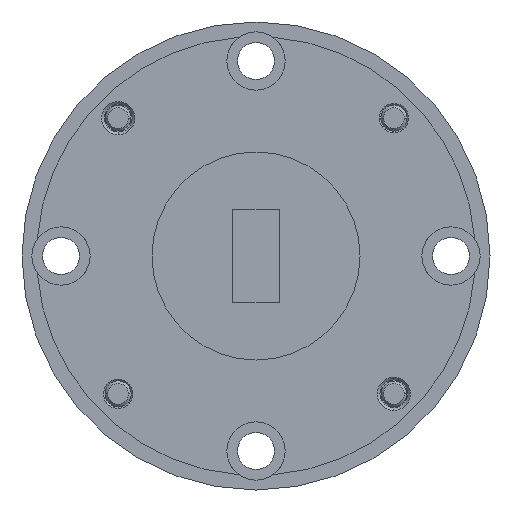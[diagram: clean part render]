
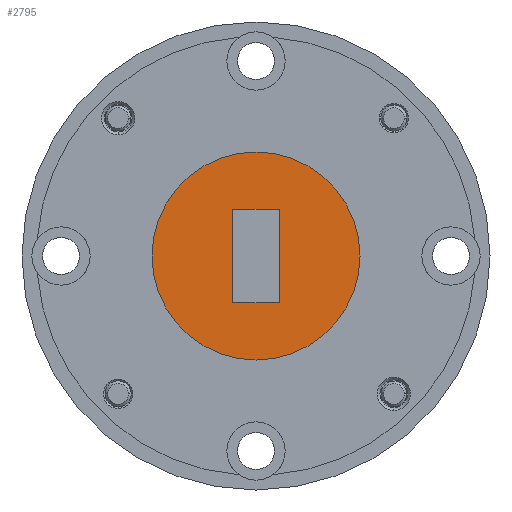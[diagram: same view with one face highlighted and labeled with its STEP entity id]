
A CAD part, left-side view. The second image highlights one B-rep face of the part: STEP entity #2795.
In plain terms, the highlighted planar face has unit normal (-1, 0, 0).
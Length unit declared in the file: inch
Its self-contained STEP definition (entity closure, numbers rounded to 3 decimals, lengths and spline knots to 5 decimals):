
#115 = VERTEX_POINT ( 'NONE', #761 ) ;
#143 = CARTESIAN_POINT ( 'NONE',  ( 0., 0.056, -0.112 ) ) ;
#147 = AXIS2_PLACEMENT_3D ( 'NONE', #4440, #172, #1170 ) ;
#172 = DIRECTION ( 'NONE',  ( 1., 0., 0. ) ) ;
#175 = LINE ( 'NONE', #1602, #3592 ) ;
#206 = EDGE_CURVE ( 'NONE', #3659, #4132, #1171, .T. ) ;
#411 = VERTEX_POINT ( 'NONE', #959 ) ;
#437 = VERTEX_POINT ( 'NONE', #2796 ) ;
#539 = DIRECTION ( 'NONE',  ( 0., 1., 0. ) ) ;
#594 = DIRECTION ( 'NONE',  ( -1., 0., 0. ) ) ;
#664 = DIRECTION ( 'NONE',  ( 0., 1., 0. ) ) ;
#761 = CARTESIAN_POINT ( 'NONE',  ( 0., 0.25, 0. ) ) ;
#789 = LINE ( 'NONE', #143, #1337 ) ;
#930 = CARTESIAN_POINT ( 'NONE',  ( 0., -0.056, 0.112 ) ) ;
#959 = CARTESIAN_POINT ( 'NONE',  ( 0., 0.056, -0.112 ) ) ;
#1170 = DIRECTION ( 'NONE',  ( 0., 1., 0. ) ) ;
#1171 = LINE ( 'NONE', #3585, #2008 ) ;
#1337 = VECTOR ( 'NONE', #4366, 39.37008 ) ;
#1352 = EDGE_CURVE ( 'NONE', #115, #437, #3419, .T. ) ;
#1455 = DIRECTION ( 'NONE',  ( 0., -1., 0. ) ) ;
#1602 = CARTESIAN_POINT ( 'NONE',  ( 0., -0.056, -0.112 ) ) ;
#1654 = CARTESIAN_POINT ( 'NONE',  ( 0., -0.056, -0.112 ) ) ;
#2008 = VECTOR ( 'NONE', #1455, 39.37008 ) ;
#2049 = FACE_BOUND ( 'NONE', #4152, .T. ) ;
#2159 = VECTOR ( 'NONE', #2324, 39.37008 ) ;
#2221 = EDGE_CURVE ( 'NONE', #411, #3659, #789, .T. ) ;
#2297 = EDGE_CURVE ( 'NONE', #437, #115, #3783, .T. ) ;
#2316 = CARTESIAN_POINT ( 'NONE',  ( 0., 0., 0. ) ) ;
#2324 = DIRECTION ( 'NONE',  ( 0., 0., -1. ) ) ;
#2339 = CARTESIAN_POINT ( 'NONE',  ( 0., 0.056, 0.112 ) ) ;
#2588 = DIRECTION ( 'NONE',  ( 0., 1., 0. ) ) ;
#2665 = CARTESIAN_POINT ( 'NONE',  ( 0., -0.056, -0.112 ) ) ;
#2795 = ADVANCED_FACE ( 'NONE', ( #2049, #3521 ), #3189, .T. ) ;
#2796 = CARTESIAN_POINT ( 'NONE',  ( 0., -0.25, 0. ) ) ;
#2973 = AXIS2_PLACEMENT_3D ( 'NONE', #3146, #594, #664 ) ;
#3139 = EDGE_CURVE ( 'NONE', #4132, #3883, #4450, .T. ) ;
#3146 = CARTESIAN_POINT ( 'NONE',  ( 0., 0., 0. ) ) ;
#3189 = PLANE ( 'NONE',  #2973 ) ;
#3211 = EDGE_LOOP ( 'NONE', ( #3814, #3231 ) ) ;
#3231 = ORIENTED_EDGE ( 'NONE', *, *, #2297, .F. ) ;
#3419 = CIRCLE ( 'NONE', #3955, 0.25 ) ;
#3521 = FACE_OUTER_BOUND ( 'NONE', #3211, .T. ) ;
#3550 = EDGE_CURVE ( 'NONE', #3883, #411, #175, .T. ) ;
#3585 = CARTESIAN_POINT ( 'NONE',  ( 0., -0.056, 0.112 ) ) ;
#3592 = VECTOR ( 'NONE', #2588, 39.37008 ) ;
#3659 = VERTEX_POINT ( 'NONE', #2339 ) ;
#3728 = DIRECTION ( 'NONE',  ( 1., 0., 0. ) ) ;
#3783 = CIRCLE ( 'NONE', #147, 0.25 ) ;
#3814 = ORIENTED_EDGE ( 'NONE', *, *, #1352, .F. ) ;
#3883 = VERTEX_POINT ( 'NONE', #1654 ) ;
#3955 = AXIS2_PLACEMENT_3D ( 'NONE', #2316, #3728, #539 ) ;
#4132 = VERTEX_POINT ( 'NONE', #930 ) ;
#4152 = EDGE_LOOP ( 'NONE', ( #4413, #4594, #4461, #4347 ) ) ;
#4347 = ORIENTED_EDGE ( 'NONE', *, *, #2221, .T. ) ;
#4366 = DIRECTION ( 'NONE',  ( 0., 0., 1. ) ) ;
#4413 = ORIENTED_EDGE ( 'NONE', *, *, #206, .T. ) ;
#4440 = CARTESIAN_POINT ( 'NONE',  ( 0., 0., 0. ) ) ;
#4450 = LINE ( 'NONE', #2665, #2159 ) ;
#4461 = ORIENTED_EDGE ( 'NONE', *, *, #3550, .T. ) ;
#4594 = ORIENTED_EDGE ( 'NONE', *, *, #3139, .T. ) ;
